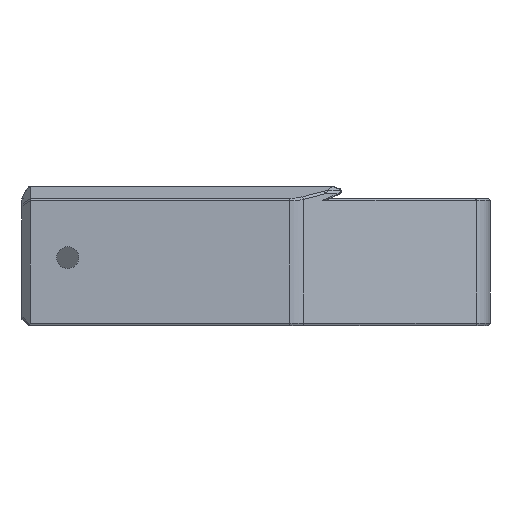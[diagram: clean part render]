
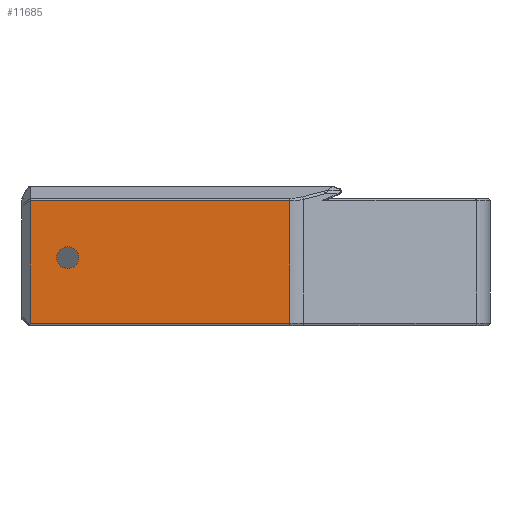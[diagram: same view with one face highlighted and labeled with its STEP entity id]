
A CAD part, left-side view. The second image highlights one B-rep face of the part: STEP entity #11685.
In plain terms, the highlighted planar face has unit normal (-1, 0, 0).
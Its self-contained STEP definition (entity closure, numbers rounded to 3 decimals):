
#103=FACE_BOUND('',#1948,.T.);
#689=PLANE('',#12849);
#1293=FACE_OUTER_BOUND('',#1947,.T.);
#1947=EDGE_LOOP('',(#10317,#10318,#10319,#10320));
#1948=EDGE_LOOP('',(#10321));
#2893=LINE('',#23185,#3834);
#2894=LINE('',#23187,#3835);
#2895=LINE('',#23188,#3836);
#2896=LINE('',#23189,#3837);
#3834=VECTOR('',#15977,10.);
#3835=VECTOR('',#15978,10.);
#3836=VECTOR('',#15979,10.);
#3837=VECTOR('',#15980,10.);
#4444=CIRCLE('',#12850,1.6);
#5473=VERTEX_POINT('',#22900);
#5537=VERTEX_POINT('',#23183);
#5538=VERTEX_POINT('',#23184);
#5539=VERTEX_POINT('',#23186);
#5540=VERTEX_POINT('',#23190);
#7232=EDGE_CURVE('',#5537,#5538,#2893,.T.);
#7233=EDGE_CURVE('',#5539,#5537,#2894,.T.);
#7234=EDGE_CURVE('',#5473,#5539,#2895,.T.);
#7235=EDGE_CURVE('',#5538,#5473,#2896,.T.);
#7236=EDGE_CURVE('',#5540,#5540,#4444,.T.);
#10317=ORIENTED_EDGE('',*,*,#7232,.F.);
#10318=ORIENTED_EDGE('',*,*,#7233,.F.);
#10319=ORIENTED_EDGE('',*,*,#7234,.F.);
#10320=ORIENTED_EDGE('',*,*,#7235,.F.);
#10321=ORIENTED_EDGE('',*,*,#7236,.T.);
#11685=ADVANCED_FACE('',(#1293,#103),#689,.F.);
#12849=AXIS2_PLACEMENT_3D('',#23182,#15975,#15976);
#12850=AXIS2_PLACEMENT_3D('',#23191,#15981,#15982);
#15975=DIRECTION('center_axis',(1.,0.,0.));
#15976=DIRECTION('ref_axis',(0.,-1.,0.));
#15977=DIRECTION('',(0.,-1.,0.));
#15978=DIRECTION('',(0.,0.,1.));
#15979=DIRECTION('',(0.,1.,0.));
#15980=DIRECTION('',(0.,0.,-1.));
#15981=DIRECTION('center_axis',(1.,0.,0.));
#15982=DIRECTION('ref_axis',(0.,1.,0.));
#22900=CARTESIAN_POINT('',(-65.,-65.309,-0.4));
#23182=CARTESIAN_POINT('Origin',(-65.,-12.353,17.8));
#23183=CARTESIAN_POINT('',(-65.,-27.295,17.539));
#23184=CARTESIAN_POINT('',(-65.,-65.309,17.539));
#23185=CARTESIAN_POINT('',(-65.,-21.224,17.539));
#23186=CARTESIAN_POINT('',(-65.,-27.295,-0.4));
#23187=CARTESIAN_POINT('',(-65.,-27.295,17.8));
#23188=CARTESIAN_POINT('',(-65.,-36.604,-0.4));
#23189=CARTESIAN_POINT('',(-65.,-65.309,17.8));
#23190=CARTESIAN_POINT('',(-65.,-34.395,9.2));
#23191=CARTESIAN_POINT('Origin',(-65.,-32.795,9.2));
